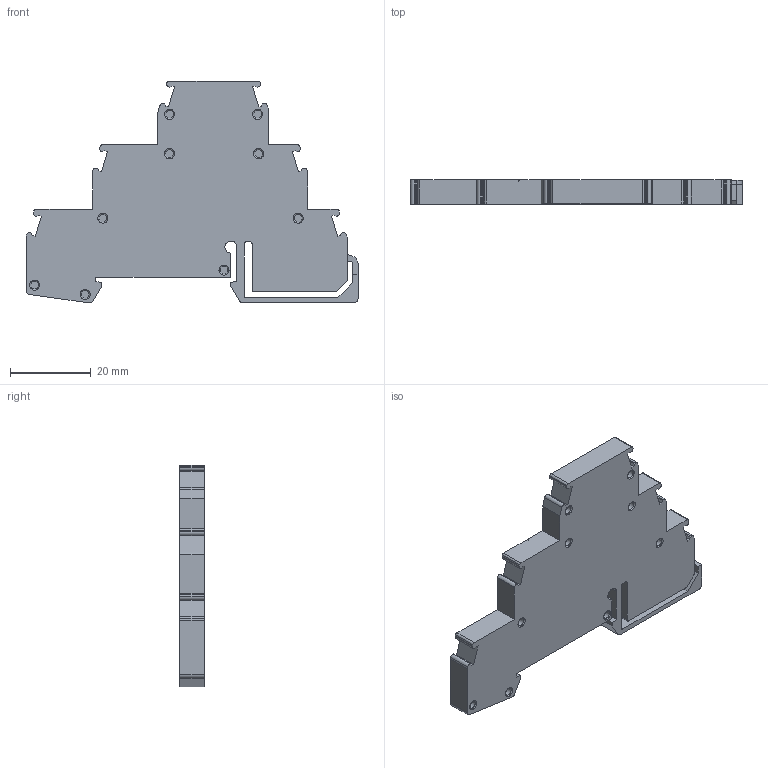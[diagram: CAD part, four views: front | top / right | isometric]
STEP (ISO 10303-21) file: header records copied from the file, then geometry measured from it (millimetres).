
FILE_DESCRIPTION(/* description */ ('Unknown'),/* implementation_level */ '2;1');
FILE_NAME(/* name */ '6DU3D4H',/* time_stamp */ '2016-10-08T11:44:10+05:00',/* author */ ('Unknown'),/* organization */ ('Unknown'),/* preprocessor_version */ 'ST-DEVELOPER v16',/* originating_system */ 'DEX',/* authorisation */ $);
FILE_SCHEMA (('AP203_CONFIGURATION_CONTROLLED_3D_DESIGN_OF_MECHANICAL_PARTS_AND_ASSEMBLIES_MIM_LF { 1 0 10303 203 3 1 4 }','AUTOMOTIVE_DESIGN {1 0 10303 214 3 1 1}'));
Length unit declared in the file: millimetre
Products named in the file (1): 6DU3D4H
Bounding box: 82.3 x 6 x 55 mm (x, y, z)
Volume: 16239.1 mm3; surface area: 8124.1 mm2
Topology: 1 solids, 1 shells, 152 faces, 426 edges, 284 vertices
Faces by surface type: plane 104, cylinder 39, torus 9
Full cylindrical faces by diameter (mm): 2 x9
Entity records: 4740 total; most frequent: CARTESIAN_POINT 827, ORIENTED_EDGE 798, DIRECTION 792, EDGE_CURVE 399, LINE 312, VECTOR 312, VERTEX_POINT 275, AXIS2_PLACEMENT_3D 240
